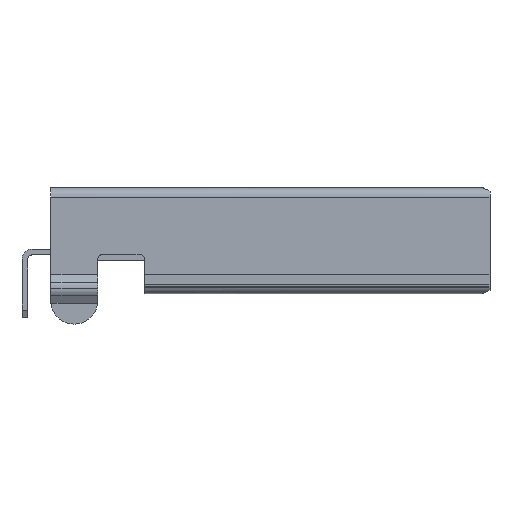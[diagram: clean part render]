
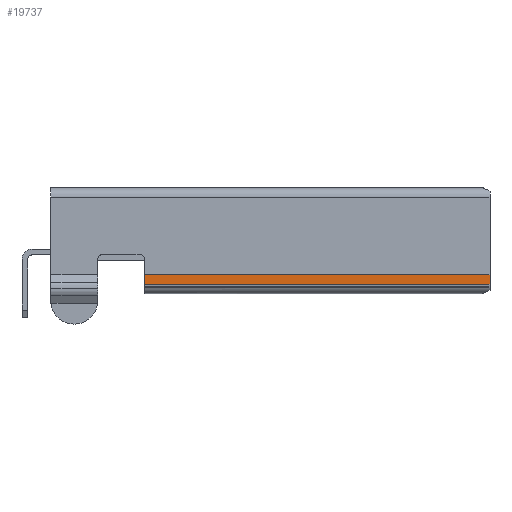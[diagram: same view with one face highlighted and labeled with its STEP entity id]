
A CAD part, front view. The second image highlights one B-rep face of the part: STEP entity #19737.
In plain terms, the highlighted planar face has unit normal (0, -1, 0).
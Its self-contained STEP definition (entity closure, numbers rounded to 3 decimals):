
#543 = PLANE('',#544);
#544 = AXIS2_PLACEMENT_3D('',#545,#546,#547);
#545 = CARTESIAN_POINT('',(14.863,7.,2.95)
  );
#546 = DIRECTION('',(1.,0.,0.));
#547 = DIRECTION('',(0.,1.,0.));
#2536 = PLANE('',#2537);
#2537 = AXIS2_PLACEMENT_3D('',#2538,#2539,#2540);
#2538 = CARTESIAN_POINT('',(0.165,7.,
    -1.501));
#2539 = DIRECTION('',(-1.,0.,0.));
#2540 = DIRECTION('',(0.,-1.,0.));
#16801 = CYLINDRICAL_SURFACE('',#16802,0.404);
#16802 = AXIS2_PLACEMENT_3D('',#16803,#16804,#16805);
#16803 = CARTESIAN_POINT('',(-0.837,-5.597,
    -0.998));
#16804 = DIRECTION('',(-1.,0.,0.));
#16805 = DIRECTION('',(0.,1.,0.));
#17543 = VERTEX_POINT('',#17544);
#17544 = CARTESIAN_POINT('',(0.165,-6.001,
    -0.998));
#17588 = EDGE_CURVE('',#17543,#17589,#17591,.T.);
#17589 = VERTEX_POINT('',#17590);
#17590 = CARTESIAN_POINT('',(0.165,-6.001,
    -0.602));
#17591 = SURFACE_CURVE('',#17592,(#17596,#17603),.PCURVE_S1.);
#17592 = LINE('',#17593,#17594);
#17593 = CARTESIAN_POINT('',(0.165,-6.001,
    -1.051));
#17594 = VECTOR('',#17595,1.);
#17595 = DIRECTION('',(0.,0.,1.));
#17596 = PCURVE('',#2536,#17597);
#17597 = DEFINITIONAL_REPRESENTATION('',(#17598),#17602);
#17598 = LINE('',#17599,#17600);
#17599 = CARTESIAN_POINT('',(13.001,0.449));
#17600 = VECTOR('',#17601,1.);
#17601 = DIRECTION('',(0.,1.));
#17602 = ( GEOMETRIC_REPRESENTATION_CONTEXT(2) 
PARAMETRIC_REPRESENTATION_CONTEXT() REPRESENTATION_CONTEXT('2D SPACE',''
  ) );
#17603 = PCURVE('',#17604,#17609);
#17604 = PLANE('',#17605);
#17605 = AXIS2_PLACEMENT_3D('',#17606,#17607,#17608);
#17606 = CARTESIAN_POINT('',(-0.837,-6.001,
    -0.602));
#17607 = DIRECTION('',(0.,1.,0.));
#17608 = DIRECTION('',(0.,0.,1.));
#17609 = DEFINITIONAL_REPRESENTATION('',(#17610),#17614);
#17610 = LINE('',#17611,#17612);
#17611 = CARTESIAN_POINT('',(-0.449,1.003));
#17612 = VECTOR('',#17613,1.);
#17613 = DIRECTION('',(1.,0.));
#17614 = ( GEOMETRIC_REPRESENTATION_CONTEXT(2) 
PARAMETRIC_REPRESENTATION_CONTEXT() REPRESENTATION_CONTEXT('2D SPACE',''
  ) );
#17632 = PLANE('',#17633);
#17633 = AXIS2_PLACEMENT_3D('',#17634,#17635,#17636);
#17634 = CARTESIAN_POINT('',(-0.837,-6.438,
    -0.602));
#17635 = DIRECTION('',(0.,0.,1.));
#17636 = DIRECTION('',(0.,1.,0.));
#19577 = EDGE_CURVE('',#17589,#19578,#19580,.T.);
#19578 = VERTEX_POINT('',#19579);
#19579 = CARTESIAN_POINT('',(14.863,-6.001,
    -0.602));
#19580 = SURFACE_CURVE('',#19581,(#19585,#19592),.PCURVE_S1.);
#19581 = LINE('',#19582,#19583);
#19582 = CARTESIAN_POINT('',(-0.837,-6.001,
    -0.602));
#19583 = VECTOR('',#19584,1.);
#19584 = DIRECTION('',(1.,0.,0.));
#19585 = PCURVE('',#17632,#19586);
#19586 = DEFINITIONAL_REPRESENTATION('',(#19587),#19591);
#19587 = LINE('',#19588,#19589);
#19588 = CARTESIAN_POINT('',(0.437,0.));
#19589 = VECTOR('',#19590,1.);
#19590 = DIRECTION('',(0.,-1.));
#19591 = ( GEOMETRIC_REPRESENTATION_CONTEXT(2) 
PARAMETRIC_REPRESENTATION_CONTEXT() REPRESENTATION_CONTEXT('2D SPACE',''
  ) );
#19592 = PCURVE('',#17604,#19593);
#19593 = DEFINITIONAL_REPRESENTATION('',(#19594),#19598);
#19594 = LINE('',#19595,#19596);
#19595 = CARTESIAN_POINT('',(0.,0.));
#19596 = VECTOR('',#19597,1.);
#19597 = DIRECTION('',(0.,1.));
#19598 = ( GEOMETRIC_REPRESENTATION_CONTEXT(2) 
PARAMETRIC_REPRESENTATION_CONTEXT() REPRESENTATION_CONTEXT('2D SPACE',''
  ) );
#19737 = ADVANCED_FACE('',(#19738),#17604,.F.);
#19738 = FACE_BOUND('',#19739,.T.);
#19739 = EDGE_LOOP('',(#19740,#19741,#19786,#19807));
#19740 = ORIENTED_EDGE('',*,*,#17588,.F.);
#19741 = ORIENTED_EDGE('',*,*,#19742,.T.);
#19742 = EDGE_CURVE('',#17543,#19743,#19745,.T.);
#19743 = VERTEX_POINT('',#19744);
#19744 = CARTESIAN_POINT('',(14.863,-6.001,
    -0.998));
#19745 = SURFACE_CURVE('',#19746,(#19750,#19757),.PCURVE_S1.);
#19746 = LINE('',#19747,#19748);
#19747 = CARTESIAN_POINT('',(-0.837,-6.001,
    -0.998));
#19748 = VECTOR('',#19749,1.);
#19749 = DIRECTION('',(1.,0.,0.));
#19750 = PCURVE('',#17604,#19751);
#19751 = DEFINITIONAL_REPRESENTATION('',(#19752),#19756);
#19752 = LINE('',#19753,#19754);
#19753 = CARTESIAN_POINT('',(-0.396,0.));
#19754 = VECTOR('',#19755,1.);
#19755 = DIRECTION('',(0.,1.));
#19756 = ( GEOMETRIC_REPRESENTATION_CONTEXT(2) 
PARAMETRIC_REPRESENTATION_CONTEXT() REPRESENTATION_CONTEXT('2D SPACE',''
  ) );
#19757 = PCURVE('',#16801,#19758);
#19758 = DEFINITIONAL_REPRESENTATION('',(#19759),#19785);
#19759 = B_SPLINE_CURVE_WITH_KNOTS('',3,(#19760,#19761,#19762,#19763,
    #19764,#19765,#19766,#19767,#19768,#19769,#19770,#19771,#19772,
    #19773,#19774,#19775,#19776,#19777,#19778,#19779,#19780,#19781,
    #19782,#19783,#19784),.UNSPECIFIED.,.F.,.F.,(4,1,1,1,1,1,1,1,1,1,1,1
    ,1,1,1,1,1,1,1,1,1,1,4),(1.003,1.671,
    2.339,3.007,3.675,4.343,
    5.011,5.679,6.347,7.015,
    7.683,8.351,9.02,9.688,
    10.356,11.024,11.692,12.36,
    13.028,13.696,14.364,15.032,15.7
    ),.UNSPECIFIED.);
#19760 = CARTESIAN_POINT('',(3.14,-1.003));
#19761 = CARTESIAN_POINT('',(3.14,-1.226));
#19762 = CARTESIAN_POINT('',(3.14,-1.671));
#19763 = CARTESIAN_POINT('',(3.14,-2.339));
#19764 = CARTESIAN_POINT('',(3.14,-3.007));
#19765 = CARTESIAN_POINT('',(3.14,-3.675));
#19766 = CARTESIAN_POINT('',(3.14,-4.343));
#19767 = CARTESIAN_POINT('',(3.14,-5.011));
#19768 = CARTESIAN_POINT('',(3.14,-5.679));
#19769 = CARTESIAN_POINT('',(3.14,-6.347));
#19770 = CARTESIAN_POINT('',(3.14,-7.015));
#19771 = CARTESIAN_POINT('',(3.14,-7.683));
#19772 = CARTESIAN_POINT('',(3.14,-8.351));
#19773 = CARTESIAN_POINT('',(3.14,-9.02));
#19774 = CARTESIAN_POINT('',(3.14,-9.688));
#19775 = CARTESIAN_POINT('',(3.14,-10.356));
#19776 = CARTESIAN_POINT('',(3.14,-11.024));
#19777 = CARTESIAN_POINT('',(3.14,-11.692));
#19778 = CARTESIAN_POINT('',(3.14,-12.36));
#19779 = CARTESIAN_POINT('',(3.14,-13.028));
#19780 = CARTESIAN_POINT('',(3.14,-13.696));
#19781 = CARTESIAN_POINT('',(3.14,-14.364));
#19782 = CARTESIAN_POINT('',(3.14,-15.032));
#19783 = CARTESIAN_POINT('',(3.14,-15.477));
#19784 = CARTESIAN_POINT('',(3.14,-15.7));
#19785 = ( GEOMETRIC_REPRESENTATION_CONTEXT(2) 
PARAMETRIC_REPRESENTATION_CONTEXT() REPRESENTATION_CONTEXT('2D SPACE',''
  ) );
#19786 = ORIENTED_EDGE('',*,*,#19787,.F.);
#19787 = EDGE_CURVE('',#19578,#19743,#19788,.T.);
#19788 = SURFACE_CURVE('',#19789,(#19793,#19800),.PCURVE_S1.);
#19789 = LINE('',#19790,#19791);
#19790 = CARTESIAN_POINT('',(14.863,-6.001,
    1.174));
#19791 = VECTOR('',#19792,1.);
#19792 = DIRECTION('',(0.,0.,-1.));
#19793 = PCURVE('',#17604,#19794);
#19794 = DEFINITIONAL_REPRESENTATION('',(#19795),#19799);
#19795 = LINE('',#19796,#19797);
#19796 = CARTESIAN_POINT('',(1.776,15.7));
#19797 = VECTOR('',#19798,1.);
#19798 = DIRECTION('',(-1.,0.));
#19799 = ( GEOMETRIC_REPRESENTATION_CONTEXT(2) 
PARAMETRIC_REPRESENTATION_CONTEXT() REPRESENTATION_CONTEXT('2D SPACE',''
  ) );
#19800 = PCURVE('',#543,#19801);
#19801 = DEFINITIONAL_REPRESENTATION('',(#19802),#19806);
#19802 = LINE('',#19803,#19804);
#19803 = CARTESIAN_POINT('',(-13.001,-1.776));
#19804 = VECTOR('',#19805,1.);
#19805 = DIRECTION('',(0.,-1.));
#19806 = ( GEOMETRIC_REPRESENTATION_CONTEXT(2) 
PARAMETRIC_REPRESENTATION_CONTEXT() REPRESENTATION_CONTEXT('2D SPACE',''
  ) );
#19807 = ORIENTED_EDGE('',*,*,#19577,.F.);
